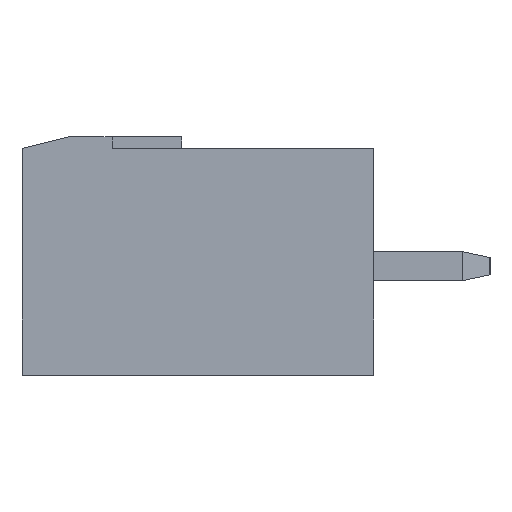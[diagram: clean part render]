
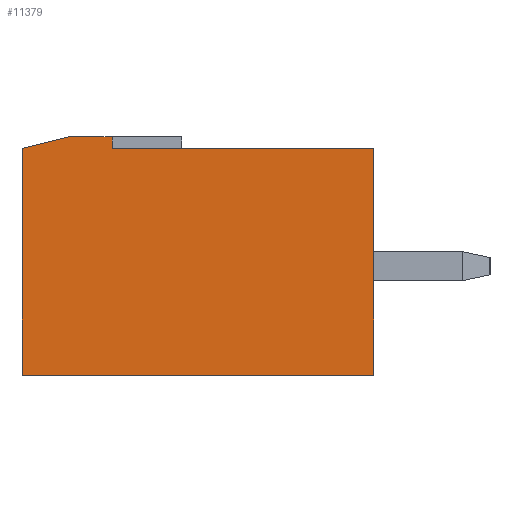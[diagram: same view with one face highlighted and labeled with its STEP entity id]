
A CAD part, left-side view. The second image highlights one B-rep face of the part: STEP entity #11379.
In plain terms, the highlighted planar face has unit normal (-1, 0, 0).
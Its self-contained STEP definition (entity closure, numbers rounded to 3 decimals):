
#254 = CARTESIAN_POINT ( 'NONE',  ( -4.3, 12.1, 0. ) ) ;
#1569 = VERTEX_POINT ( 'NONE', #44086 ) ;
#1652 = LINE ( 'NONE', #18214, #40288 ) ;
#1745 = CARTESIAN_POINT ( 'NONE',  ( -4.3, 0., 0. ) ) ;
#1761 = EDGE_CURVE ( 'NONE', #23582, #37109, #19795, .T. ) ;
#2170 = DIRECTION ( 'NONE',  ( -1., 0., 0. ) ) ;
#2602 = DIRECTION ( 'NONE',  ( 0., 0., 1. ) ) ;
#4262 = CARTESIAN_POINT ( 'NONE',  ( -4.3, 9., 8.2 ) ) ;
#5537 = ORIENTED_EDGE ( 'NONE', *, *, #25451, .T. ) ;
#6124 = VERTEX_POINT ( 'NONE', #1745 ) ;
#6914 = AXIS2_PLACEMENT_3D ( 'NONE', #19205, #2170, #2602 ) ;
#9945 = ORIENTED_EDGE ( 'NONE', *, *, #11532, .T. ) ;
#10410 = ORIENTED_EDGE ( 'NONE', *, *, #1761, .F. ) ;
#10478 = CARTESIAN_POINT ( 'NONE',  ( -4.3, 9., 7.8 ) ) ;
#11379 = ADVANCED_FACE ( 'NONE', ( #40410 ), #22609, .T. ) ;
#11532 = EDGE_CURVE ( 'NONE', #44753, #37109, #26631, .T. ) ;
#13125 = CARTESIAN_POINT ( 'NONE',  ( -4.3, 9., 7.8 ) ) ;
#14204 = EDGE_CURVE ( 'NONE', #6124, #1569, #39784, .T. ) ;
#14838 = CARTESIAN_POINT ( 'NONE',  ( -4.3, 10.5, 8.2 ) ) ;
#14917 = VECTOR ( 'NONE', #16142, 1000. ) ;
#15783 = DIRECTION ( 'NONE',  ( 0., 0., 1. ) ) ;
#16131 = DIRECTION ( 'NONE',  ( 0., 0., 1. ) ) ;
#16142 = DIRECTION ( 'NONE',  ( 0., 0.97, -0.243 ) ) ;
#16266 = CARTESIAN_POINT ( 'NONE',  ( -4.3, -8.907, 7.8 ) ) ;
#18214 = CARTESIAN_POINT ( 'NONE',  ( -4.3, -8.907, 0. ) ) ;
#18498 = ORIENTED_EDGE ( 'NONE', *, *, #36320, .T. ) ;
#19015 = CARTESIAN_POINT ( 'NONE',  ( -4.3, 0., 0. ) ) ;
#19205 = CARTESIAN_POINT ( 'NONE',  ( -4.3, -8.907, 0. ) ) ;
#19410 = ORIENTED_EDGE ( 'NONE', *, *, #14204, .T. ) ;
#19716 = LINE ( 'NONE', #16266, #19934 ) ;
#19795 = LINE ( 'NONE', #41244, #42158 ) ;
#19831 = EDGE_LOOP ( 'NONE', ( #23414, #19410, #20510, #18498, #5537, #9945, #10410 ) ) ;
#19934 = VECTOR ( 'NONE', #34402, 1000. ) ;
#20510 = ORIENTED_EDGE ( 'NONE', *, *, #41567, .T. ) ;
#21838 = CARTESIAN_POINT ( 'NONE',  ( -4.3, 12.1, 7.8 ) ) ;
#22573 = VECTOR ( 'NONE', #40783, 1000. ) ;
#22609 = PLANE ( 'NONE',  #6914 ) ;
#23240 = VERTEX_POINT ( 'NONE', #10478 ) ;
#23414 = ORIENTED_EDGE ( 'NONE', *, *, #43578, .F. ) ;
#23582 = VERTEX_POINT ( 'NONE', #254 ) ;
#25443 = VECTOR ( 'NONE', #15783, 1000. ) ;
#25451 = EDGE_CURVE ( 'NONE', #39551, #44753, #35047, .T. ) ;
#26631 = LINE ( 'NONE', #40141, #14917 ) ;
#27057 = LINE ( 'NONE', #13125, #22573 ) ;
#28604 = VECTOR ( 'NONE', #31703, 1000. ) ;
#28770 = CARTESIAN_POINT ( 'NONE',  ( -4.3, 9., 8.2 ) ) ;
#29545 = DIRECTION ( 'NONE',  ( 0., 1., 0. ) ) ;
#31703 = DIRECTION ( 'NONE',  ( 0., 1., 0. ) ) ;
#34402 = DIRECTION ( 'NONE',  ( 0., 1., 0. ) ) ;
#35047 = LINE ( 'NONE', #28770, #28604 ) ;
#36320 = EDGE_CURVE ( 'NONE', #23240, #39551, #27057, .T. ) ;
#37109 = VERTEX_POINT ( 'NONE', #21838 ) ;
#39551 = VERTEX_POINT ( 'NONE', #4262 ) ;
#39784 = LINE ( 'NONE', #19015, #25443 ) ;
#40141 = CARTESIAN_POINT ( 'NONE',  ( -4.3, 10.5, 8.2 ) ) ;
#40288 = VECTOR ( 'NONE', #29545, 1000. ) ;
#40410 = FACE_OUTER_BOUND ( 'NONE', #19831, .T. ) ;
#40783 = DIRECTION ( 'NONE',  ( 0., 0., 1. ) ) ;
#41244 = CARTESIAN_POINT ( 'NONE',  ( -4.3, 12.1, 0. ) ) ;
#41567 = EDGE_CURVE ( 'NONE', #1569, #23240, #19716, .T. ) ;
#42158 = VECTOR ( 'NONE', #16131, 1000. ) ;
#43578 = EDGE_CURVE ( 'NONE', #6124, #23582, #1652, .T. ) ;
#44086 = CARTESIAN_POINT ( 'NONE',  ( -4.3, 0., 7.8 ) ) ;
#44753 = VERTEX_POINT ( 'NONE', #14838 ) ;
